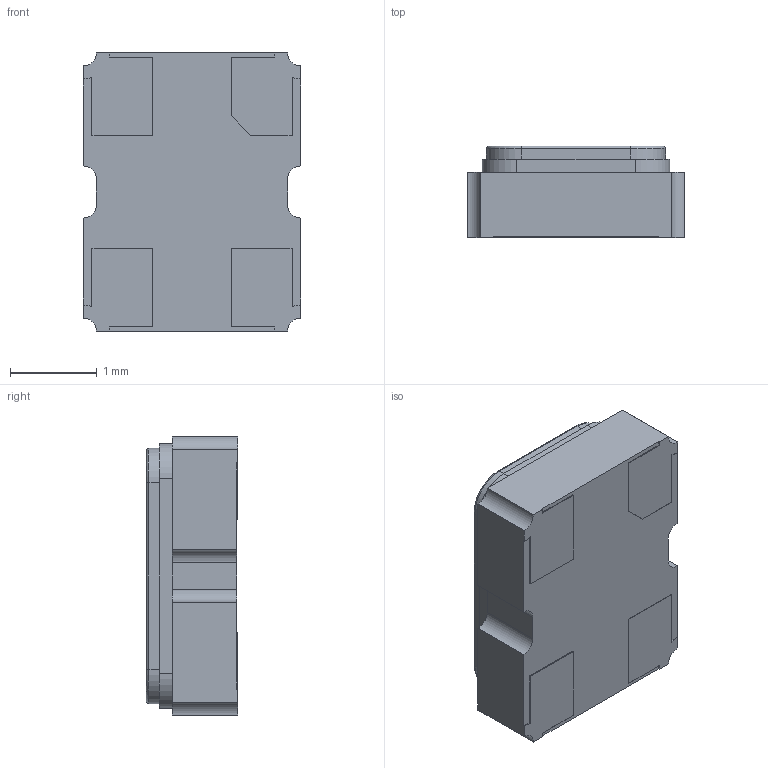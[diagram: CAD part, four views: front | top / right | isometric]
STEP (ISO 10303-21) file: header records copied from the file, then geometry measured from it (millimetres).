
FILE_DESCRIPTION (( 'STEP AP214' ), '1' );
FILE_NAME ('User Library-SG310.STEP', '2010-06-11T23:06:06', ( 'sysAdmin' ), ( 'SolidWorks' ), 'SwSTEP 2.0', 'SolidWorks 2010', '' );
FILE_SCHEMA (( 'AUTOMOTIVE_DESIGN' ));
Length unit declared in the file: millimetre
Products named in the file (1): User Library-SG310
Bounding box: 2.5 x 1.05 x 3.2 mm (x, y, z)
Volume: 7.6 mm3; surface area: 26.9 mm2
Topology: 1 solids, 1 shells, 93 faces, 259 edges, 170 vertices
Faces by surface type: plane 61, cylinder 28, torus 4
Entity records: 4026 total; most frequent: CARTESIAN_POINT 523, ORIENTED_EDGE 518, DIRECTION 507, EDGE_CURVE 259, LINE 199, VECTOR 199, VERTEX_POINT 170, AXIS2_PLACEMENT_3D 154
